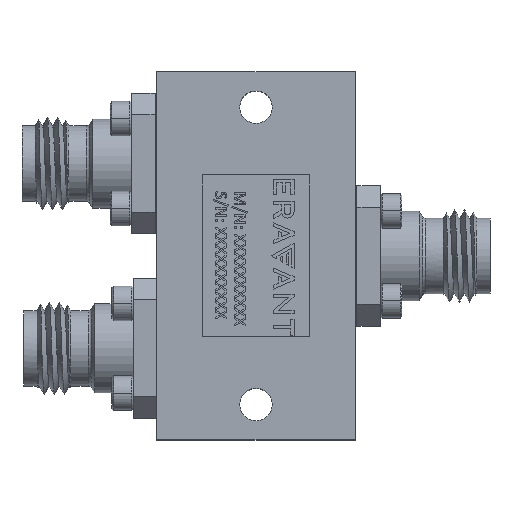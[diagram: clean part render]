
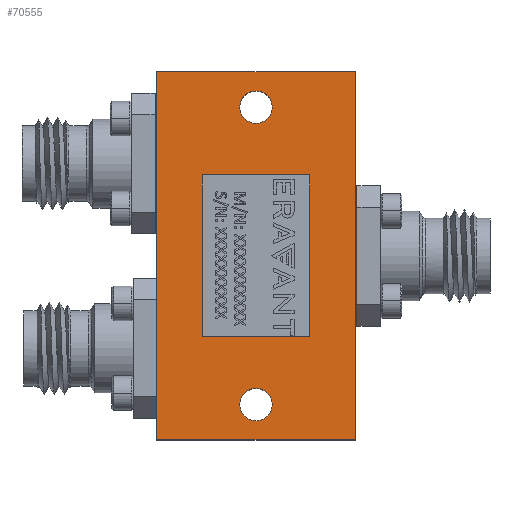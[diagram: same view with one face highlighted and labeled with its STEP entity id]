
A CAD part, top view. The second image highlights one B-rep face of the part: STEP entity #70555.
In plain terms, the highlighted planar face has unit normal (0, 0, 1).
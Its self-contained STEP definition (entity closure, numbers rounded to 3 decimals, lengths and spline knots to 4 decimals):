
#492 = CIRCLE ( 'NONE', #40396, 0.045 ) ;
#1988 = EDGE_CURVE ( 'NONE', #66609, #7148, #23619, .T. ) ;
#3189 = EDGE_CURVE ( 'NONE', #21249, #34022, #492, .T. ) ;
#3919 = CARTESIAN_POINT ( 'NONE',  ( 0.5512, 0., 0.3937 ) ) ;
#4268 = AXIS2_PLACEMENT_3D ( 'NONE', #10735, #10035, #54259 ) ;
#5917 = EDGE_CURVE ( 'NONE', #34022, #21249, #64576, .T. ) ;
#6460 = CARTESIAN_POINT ( 'NONE',  ( 0.2756, 0.0984, 0.3937 ) ) ;
#7148 = VERTEX_POINT ( 'NONE', #55267 ) ;
#8094 = CIRCLE ( 'NONE', #47997, 0.045 ) ;
#9790 = DIRECTION ( 'NONE',  ( 0., 0., 1. ) ) ;
#10035 = DIRECTION ( 'NONE',  ( 0., 0., -1. ) ) ;
#10318 = ORIENTED_EDGE ( 'NONE', *, *, #29517, .F. ) ;
#10735 = CARTESIAN_POINT ( 'NONE',  ( 0., 0., 0.3937 ) ) ;
#12153 = VERTEX_POINT ( 'NONE', #62980 ) ;
#12732 = ORIENTED_EDGE ( 'NONE', *, *, #68821, .T. ) ;
#13471 = CARTESIAN_POINT ( 'NONE',  ( 0.3206, 0.0984, 0.3937 ) ) ;
#13823 = CARTESIAN_POINT ( 'NONE',  ( 0.2306, 0.9252, 0.3937 ) ) ;
#14586 = CARTESIAN_POINT ( 'NONE',  ( 0., 0., 0.3937 ) ) ;
#15379 = FACE_BOUND ( 'NONE', #24874, .T. ) ;
#17562 = DIRECTION ( 'NONE',  ( 0., 1., 0. ) ) ;
#18011 = DIRECTION ( 'NONE',  ( 0., 0., 1. ) ) ;
#18873 = LINE ( 'NONE', #14586, #44193 ) ;
#20386 = ORIENTED_EDGE ( 'NONE', *, *, #1988, .F. ) ;
#20846 = LINE ( 'NONE', #47639, #46321 ) ;
#21249 = VERTEX_POINT ( 'NONE', #44513 ) ;
#23619 = LINE ( 'NONE', #65468, #26703 ) ;
#24735 = AXIS2_PLACEMENT_3D ( 'NONE', #28046, #18011, #49797 ) ;
#24874 = EDGE_LOOP ( 'NONE', ( #61362, #10318 ) ) ;
#26703 = VECTOR ( 'NONE', #17562, 39.3701 ) ;
#27485 = ORIENTED_EDGE ( 'NONE', *, *, #3189, .F. ) ;
#28046 = CARTESIAN_POINT ( 'NONE',  ( 0.2756, 0.9252, 0.3937 ) ) ;
#28369 = ORIENTED_EDGE ( 'NONE', *, *, #60342, .F. ) ;
#29517 = EDGE_CURVE ( 'NONE', #30780, #67812, #40423, .T. ) ;
#30677 = DIRECTION ( 'NONE',  ( 1., 0., 0. ) ) ;
#30689 = CARTESIAN_POINT ( 'NONE',  ( 0., 0., 0.3937 ) ) ;
#30780 = VERTEX_POINT ( 'NONE', #54840 ) ;
#30906 = DIRECTION ( 'NONE',  ( 0., 1., 0. ) ) ;
#32183 = PLANE ( 'NONE',  #4268 ) ;
#34022 = VERTEX_POINT ( 'NONE', #13823 ) ;
#35829 = EDGE_LOOP ( 'NONE', ( #20386, #69448, #12732, #28369 ) ) ;
#36954 = CARTESIAN_POINT ( 'NONE',  ( 0.2756, 0.9252, 0.3937 ) ) ;
#37040 = AXIS2_PLACEMENT_3D ( 'NONE', #70539, #38143, #59152 ) ;
#37190 = FACE_OUTER_BOUND ( 'NONE', #35829, .T. ) ;
#38143 = DIRECTION ( 'NONE',  ( 0., 0., 1. ) ) ;
#38265 = EDGE_CURVE ( 'NONE', #66609, #43815, #18873, .T. ) ;
#38634 = DIRECTION ( 'NONE',  ( 1., 0., 0. ) ) ;
#40396 = AXIS2_PLACEMENT_3D ( 'NONE', #36954, #9790, #47274 ) ;
#40423 = CIRCLE ( 'NONE', #37040, 0.045 ) ;
#40691 = EDGE_LOOP ( 'NONE', ( #27485, #59678 ) ) ;
#42508 = FACE_BOUND ( 'NONE', #40691, .T. ) ;
#43815 = VERTEX_POINT ( 'NONE', #3919 ) ;
#44193 = VECTOR ( 'NONE', #30677, 39.3701 ) ;
#44513 = CARTESIAN_POINT ( 'NONE',  ( 0.3206, 0.9252, 0.3937 ) ) ;
#46064 = CARTESIAN_POINT ( 'NONE',  ( 0., 1.0236, 0.3937 ) ) ;
#46321 = VECTOR ( 'NONE', #30906, 39.3701 ) ;
#47274 = DIRECTION ( 'NONE',  ( 1., 0., 0. ) ) ;
#47639 = CARTESIAN_POINT ( 'NONE',  ( 0.5512, 0., 0.3937 ) ) ;
#47997 = AXIS2_PLACEMENT_3D ( 'NONE', #6460, #56060, #38634 ) ;
#49797 = DIRECTION ( 'NONE',  ( 1., 0., 0. ) ) ;
#54259 = DIRECTION ( 'NONE',  ( -1., 0., 0. ) ) ;
#54840 = CARTESIAN_POINT ( 'NONE',  ( 0.2306, 0.0984, 0.3937 ) ) ;
#55267 = CARTESIAN_POINT ( 'NONE',  ( 0., 1.0236, 0.3937 ) ) ;
#55553 = EDGE_CURVE ( 'NONE', #67812, #30780, #8094, .T. ) ;
#55693 = DIRECTION ( 'NONE',  ( 1., 0., 0. ) ) ;
#56060 = DIRECTION ( 'NONE',  ( 0., 0., 1. ) ) ;
#56743 = LINE ( 'NONE', #46064, #68564 ) ;
#59152 = DIRECTION ( 'NONE',  ( 1., 0., 0. ) ) ;
#59678 = ORIENTED_EDGE ( 'NONE', *, *, #5917, .F. ) ;
#60342 = EDGE_CURVE ( 'NONE', #7148, #12153, #56743, .T. ) ;
#61362 = ORIENTED_EDGE ( 'NONE', *, *, #55553, .F. ) ;
#62980 = CARTESIAN_POINT ( 'NONE',  ( 0.5512, 1.0236, 0.3937 ) ) ;
#64576 = CIRCLE ( 'NONE', #24735, 0.045 ) ;
#65468 = CARTESIAN_POINT ( 'NONE',  ( 0., 0., 0.3937 ) ) ;
#66609 = VERTEX_POINT ( 'NONE', #30689 ) ;
#67812 = VERTEX_POINT ( 'NONE', #13471 ) ;
#68564 = VECTOR ( 'NONE', #55693, 39.3701 ) ;
#68821 = EDGE_CURVE ( 'NONE', #43815, #12153, #20846, .T. ) ;
#69448 = ORIENTED_EDGE ( 'NONE', *, *, #38265, .T. ) ;
#70539 = CARTESIAN_POINT ( 'NONE',  ( 0.2756, 0.0984, 0.3937 ) ) ;
#70555 = ADVANCED_FACE ( 'NONE', ( #42508, #15379, #37190 ), #32183, .F. ) ;
